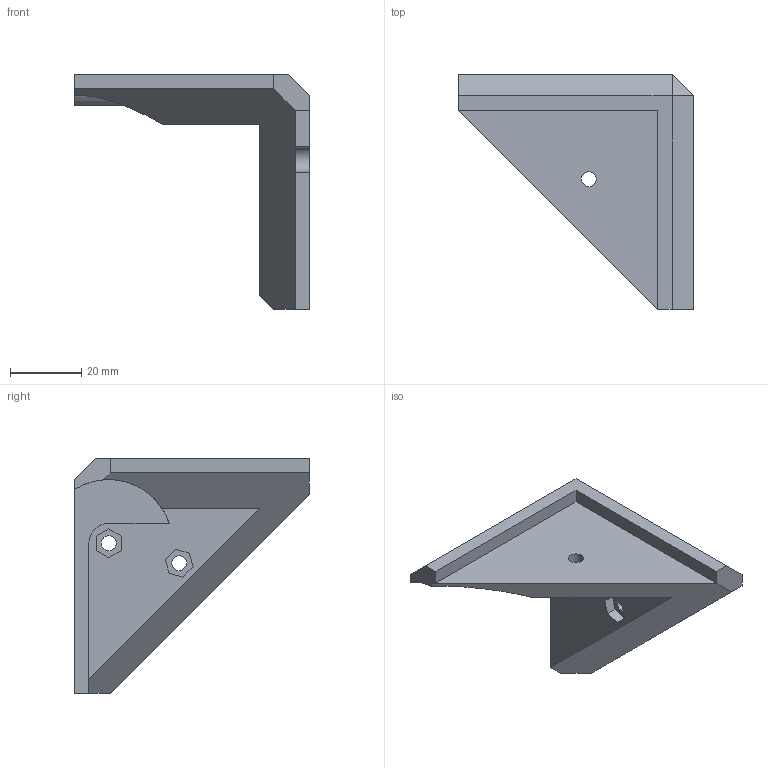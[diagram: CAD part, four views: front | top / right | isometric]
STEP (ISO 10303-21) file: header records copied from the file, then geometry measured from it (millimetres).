
FILE_DESCRIPTION(/* description */ (''),/* implementation_level */ '2;1');
FILE_NAME(/* name */ 'PrinterCaseEdges.step',/* time_stamp */ '2021-04-04T14:46:56+02:00',/* author */ (''),/* organization */ (''),/* preprocessor_version */ 'ST-DEVELOPER v18.1',/* originating_system */ 'Autodesk Translation Framework v9.10.0.1330',/* authorisation */ '');
FILE_SCHEMA (('AUTOMOTIVE_DESIGN { 1 0 10303 214 3 1 1 }'));
Length unit declared in the file: millimetre
Products named in the file (1): PrinterCaseEdges
Bounding box: 66 x 66 x 66 mm (x, y, z)
Volume: 34130.8 mm3; surface area: 12760.5 mm2
Topology: 1 solids, 1 shells, 52 faces, 132 edges, 85 vertices
Faces by surface type: plane 46, cylinder 6
Full cylindrical faces by diameter (mm): 4.2 x3, 7.2 x1
Entity records: 1586 total; most frequent: CARTESIAN_POINT 270, ORIENTED_EDGE 264, DIRECTION 255, EDGE_CURVE 132, LINE 115, VECTOR 115, VERTEX_POINT 85, AXIS2_PLACEMENT_3D 70
